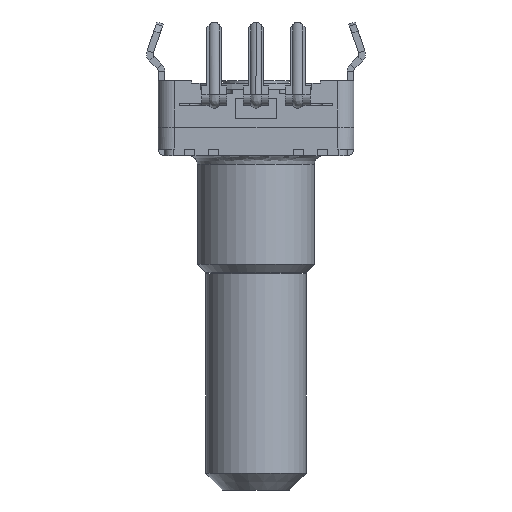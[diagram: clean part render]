
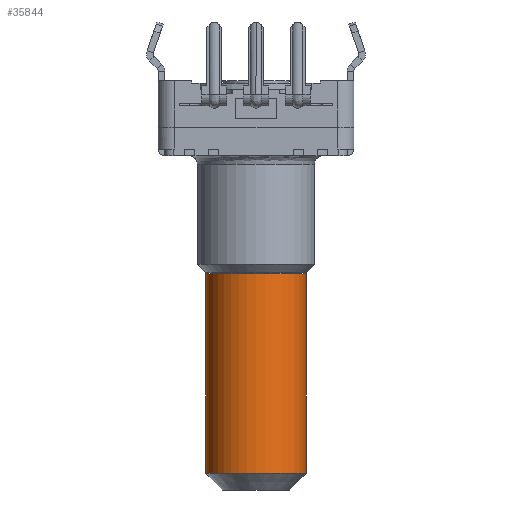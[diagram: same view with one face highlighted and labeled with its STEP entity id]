
A CAD part, front view. The second image highlights one B-rep face of the part: STEP entity #35844.
In plain terms, the highlighted cylindrical face has radius 3 mm (diameter 6 mm), a partial arc.
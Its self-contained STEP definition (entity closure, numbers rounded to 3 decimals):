
#62 = VERTEX_POINT('',#63);
#63 = CARTESIAN_POINT('',(-3.,0.,-23.5));
#77 = CONICAL_SURFACE('',#78,2.,0.785);
#78 = AXIS2_PLACEMENT_3D('',#79,#80,#81);
#79 = CARTESIAN_POINT('',(0.,0.,-24.5));
#80 = DIRECTION('',(0.,0.,1.));
#81 = DIRECTION('',(1.,0.,-0.));
#106 = CYLINDRICAL_SURFACE('',#107,3.);
#107 = AXIS2_PLACEMENT_3D('',#108,#109,#110);
#108 = CARTESIAN_POINT('',(0.,0.,-23.5));
#109 = DIRECTION('',(0.,-0.,1.));
#110 = DIRECTION('',(1.,0.,0.));
#205 = VERTEX_POINT('',#206);
#206 = CARTESIAN_POINT('',(3.,0.,-23.5));
#232 = EDGE_CURVE('',#62,#205,#233,.T.);
#233 = SURFACE_CURVE('',#234,(#239,#246),.PCURVE_S1.);
#234 = CIRCLE('',#235,3.);
#235 = AXIS2_PLACEMENT_3D('',#236,#237,#238);
#236 = CARTESIAN_POINT('',(0.,0.,-23.5));
#237 = DIRECTION('',(0.,0.,1.));
#238 = DIRECTION('',(1.,0.,-0.));
#239 = PCURVE('',#77,#240);
#240 = DEFINITIONAL_REPRESENTATION('',(#241),#245);
#241 = LINE('',#242,#243);
#242 = CARTESIAN_POINT('',(0.,1.));
#243 = VECTOR('',#244,1.);
#244 = DIRECTION('',(1.,0.));
#245 = ( GEOMETRIC_REPRESENTATION_CONTEXT(2) 
PARAMETRIC_REPRESENTATION_CONTEXT() REPRESENTATION_CONTEXT('2D SPACE',''
  ) );
#246 = PCURVE('',#247,#252);
#247 = CYLINDRICAL_SURFACE('',#248,3.);
#248 = AXIS2_PLACEMENT_3D('',#249,#250,#251);
#249 = CARTESIAN_POINT('',(0.,0.,-23.5));
#250 = DIRECTION('',(0.,-0.,1.));
#251 = DIRECTION('',(1.,0.,0.));
#252 = DEFINITIONAL_REPRESENTATION('',(#253),#257);
#253 = LINE('',#254,#255);
#254 = CARTESIAN_POINT('',(0.,0.));
#255 = VECTOR('',#256,1.);
#256 = DIRECTION('',(1.,0.));
#257 = ( GEOMETRIC_REPRESENTATION_CONTEXT(2) 
PARAMETRIC_REPRESENTATION_CONTEXT() REPRESENTATION_CONTEXT('2D SPACE',''
  ) );
#263 = EDGE_CURVE('',#62,#264,#266,.T.);
#264 = VERTEX_POINT('',#265);
#265 = CARTESIAN_POINT('',(-3.,0.,-11.55));
#266 = SURFACE_CURVE('',#267,(#271,#278),.PCURVE_S1.);
#267 = LINE('',#268,#269);
#268 = CARTESIAN_POINT('',(-3.,0.,-23.5));
#269 = VECTOR('',#270,1.);
#270 = DIRECTION('',(0.,-0.,1.));
#271 = PCURVE('',#106,#272);
#272 = DEFINITIONAL_REPRESENTATION('',(#273),#277);
#273 = LINE('',#274,#275);
#274 = CARTESIAN_POINT('',(3.142,0.));
#275 = VECTOR('',#276,1.);
#276 = DIRECTION('',(0.,1.));
#277 = ( GEOMETRIC_REPRESENTATION_CONTEXT(2) 
PARAMETRIC_REPRESENTATION_CONTEXT() REPRESENTATION_CONTEXT('2D SPACE',''
  ) );
#278 = PCURVE('',#247,#279);
#279 = DEFINITIONAL_REPRESENTATION('',(#280),#284);
#280 = LINE('',#281,#282);
#281 = CARTESIAN_POINT('',(3.142,0.));
#282 = VECTOR('',#283,1.);
#283 = DIRECTION('',(0.,1.));
#284 = ( GEOMETRIC_REPRESENTATION_CONTEXT(2) 
PARAMETRIC_REPRESENTATION_CONTEXT() REPRESENTATION_CONTEXT('2D SPACE',''
  ) );
#287 = VERTEX_POINT('',#288);
#288 = CARTESIAN_POINT('',(3.,0.,-11.55));
#303 = PLANE('',#304);
#304 = AXIS2_PLACEMENT_3D('',#305,#306,#307);
#305 = CARTESIAN_POINT('',(3.036,-3.036,-11.55));
#306 = DIRECTION('',(0.,0.,-1.));
#307 = DIRECTION('',(-1.,0.,0.));
#319 = EDGE_CURVE('',#205,#287,#320,.T.);
#320 = SURFACE_CURVE('',#321,(#325,#332),.PCURVE_S1.);
#321 = LINE('',#322,#323);
#322 = CARTESIAN_POINT('',(3.,0.,-23.5));
#323 = VECTOR('',#324,1.);
#324 = DIRECTION('',(0.,-0.,1.));
#325 = PCURVE('',#106,#326);
#326 = DEFINITIONAL_REPRESENTATION('',(#327),#331);
#327 = LINE('',#328,#329);
#328 = CARTESIAN_POINT('',(0.,0.));
#329 = VECTOR('',#330,1.);
#330 = DIRECTION('',(0.,1.));
#331 = ( GEOMETRIC_REPRESENTATION_CONTEXT(2) 
PARAMETRIC_REPRESENTATION_CONTEXT() REPRESENTATION_CONTEXT('2D SPACE',''
  ) );
#332 = PCURVE('',#247,#333);
#333 = DEFINITIONAL_REPRESENTATION('',(#334),#338);
#334 = LINE('',#335,#336);
#335 = CARTESIAN_POINT('',(6.283,0.));
#336 = VECTOR('',#337,1.);
#337 = DIRECTION('',(0.,1.));
#338 = ( GEOMETRIC_REPRESENTATION_CONTEXT(2) 
PARAMETRIC_REPRESENTATION_CONTEXT() REPRESENTATION_CONTEXT('2D SPACE',''
  ) );
#35819 = EDGE_CURVE('',#264,#287,#35820,.T.);
#35820 = SURFACE_CURVE('',#35821,(#35826,#35837),.PCURVE_S1.);
#35821 = CIRCLE('',#35822,3.);
#35822 = AXIS2_PLACEMENT_3D('',#35823,#35824,#35825);
#35823 = CARTESIAN_POINT('',(0.,0.,-11.55));
#35824 = DIRECTION('',(0.,-0.,1.));
#35825 = DIRECTION('',(1.,0.,0.));
#35826 = PCURVE('',#303,#35827);
#35827 = DEFINITIONAL_REPRESENTATION('',(#35828),#35836);
#35828 = ( BOUNDED_CURVE() B_SPLINE_CURVE(2,(#35829,#35830,#35831,#35832
    ,#35833,#35834,#35835),.UNSPECIFIED.,.T.,.F.) 
B_SPLINE_CURVE_WITH_KNOTS((1,2,2,2,2,1),(-2.094,0.,
    2.094,4.189,6.283,8.378),
.UNSPECIFIED.) CURVE() GEOMETRIC_REPRESENTATION_ITEM() 
RATIONAL_B_SPLINE_CURVE((1.,0.5,1.,0.5,1.,0.5,1.)) REPRESENTATION_ITEM(
  '') );
#35829 = CARTESIAN_POINT('',(0.036,3.036));
#35830 = CARTESIAN_POINT('',(0.036,8.232));
#35831 = CARTESIAN_POINT('',(4.536,5.634));
#35832 = CARTESIAN_POINT('',(9.036,3.036));
#35833 = CARTESIAN_POINT('',(4.536,0.438));
#35834 = CARTESIAN_POINT('',(0.036,-2.16));
#35835 = CARTESIAN_POINT('',(0.036,3.036));
#35836 = ( GEOMETRIC_REPRESENTATION_CONTEXT(2) 
PARAMETRIC_REPRESENTATION_CONTEXT() REPRESENTATION_CONTEXT('2D SPACE',''
  ) );
#35837 = PCURVE('',#247,#35838);
#35838 = DEFINITIONAL_REPRESENTATION('',(#35839),#35843);
#35839 = LINE('',#35840,#35841);
#35840 = CARTESIAN_POINT('',(0.,11.95));
#35841 = VECTOR('',#35842,1.);
#35842 = DIRECTION('',(1.,0.));
#35843 = ( GEOMETRIC_REPRESENTATION_CONTEXT(2) 
PARAMETRIC_REPRESENTATION_CONTEXT() REPRESENTATION_CONTEXT('2D SPACE',''
  ) );
#35844 = ADVANCED_FACE('',(#35845),#247,.T.);
#35845 = FACE_BOUND('',#35846,.T.);
#35846 = EDGE_LOOP('',(#35847,#35848,#35849,#35850));
#35847 = ORIENTED_EDGE('',*,*,#263,.F.);
#35848 = ORIENTED_EDGE('',*,*,#232,.T.);
#35849 = ORIENTED_EDGE('',*,*,#319,.T.);
#35850 = ORIENTED_EDGE('',*,*,#35819,.F.);
